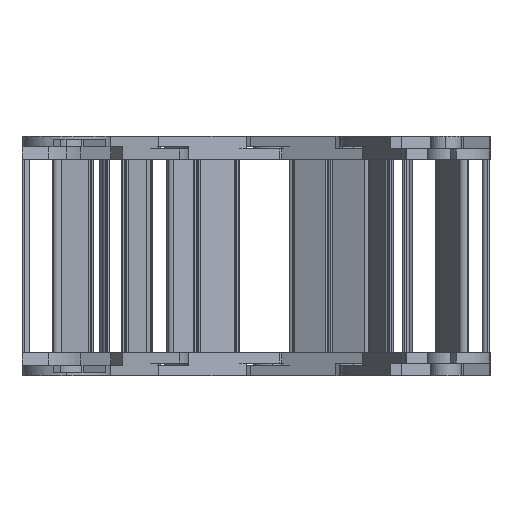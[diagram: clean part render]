
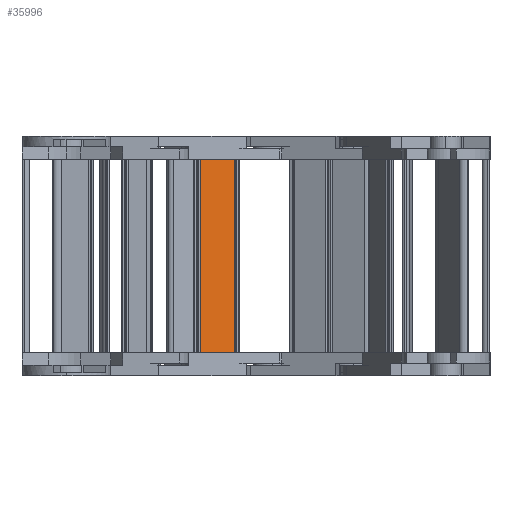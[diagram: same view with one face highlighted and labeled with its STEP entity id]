
A CAD part, left-side view. The second image highlights one B-rep face of the part: STEP entity #35996.
In plain terms, the highlighted planar face has unit normal (-0.97, -0.244, 0).
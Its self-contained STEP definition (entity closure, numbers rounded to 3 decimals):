
#321 = EDGE_CURVE ( 'NONE', #49602, #4361, #19386, .T. ) ;
#4361 = VERTEX_POINT ( 'NONE', #45630 ) ;
#7224 = EDGE_CURVE ( 'NONE', #13301, #49602, #33052, .T. ) ;
#12821 = DIRECTION ( 'NONE',  ( 0., 0., -1. ) ) ;
#13301 = VERTEX_POINT ( 'NONE', #56182 ) ;
#16227 = LINE ( 'NONE', #62140, #21024 ) ;
#17323 = FACE_OUTER_BOUND ( 'NONE', #63074, .T. ) ;
#19386 = LINE ( 'NONE', #36211, #59945 ) ;
#21024 = VECTOR ( 'NONE', #39020, 1000. ) ;
#23301 = DIRECTION ( 'NONE',  ( 0.244, -0.97, 0. ) ) ;
#23512 = VERTEX_POINT ( 'NONE', #32950 ) ;
#28068 = VECTOR ( 'NONE', #23301, 1000. ) ;
#28327 = CARTESIAN_POINT ( 'NONE',  ( 19.285, -38.999, 0. ) ) ;
#31813 = EDGE_CURVE ( 'NONE', #23512, #13301, #16227, .T. ) ;
#32950 = CARTESIAN_POINT ( 'NONE',  ( 18.188, -34.635, 0. ) ) ;
#33052 = LINE ( 'NONE', #46104, #28068 ) ;
#35615 = PLANE ( 'NONE',  #42896 ) ;
#35996 = ADVANCED_FACE ( 'NONE', ( #17323 ), #35615, .T. ) ;
#36211 = CARTESIAN_POINT ( 'NONE',  ( 20.383, -43.363, 0. ) ) ;
#37896 = ORIENTED_EDGE ( 'NONE', *, *, #31813, .T. ) ;
#38493 = VECTOR ( 'NONE', #57082, 1000. ) ;
#39020 = DIRECTION ( 'NONE',  ( 0., 0., -1. ) ) ;
#40103 = CARTESIAN_POINT ( 'NONE',  ( 18.188, -34.635, 0. ) ) ;
#42015 = ORIENTED_EDGE ( 'NONE', *, *, #47023, .T. ) ;
#42896 = AXIS2_PLACEMENT_3D ( 'NONE', #40103, #46438, #12821 ) ;
#45630 = CARTESIAN_POINT ( 'NONE',  ( 20.383, -43.363, 0. ) ) ;
#46104 = CARTESIAN_POINT ( 'NONE',  ( 21.368, -47.279, -50. ) ) ;
#46438 = DIRECTION ( 'NONE',  ( -0.97, -0.244, 0. ) ) ;
#47023 = EDGE_CURVE ( 'NONE', #4361, #23512, #63044, .T. ) ;
#47733 = CARTESIAN_POINT ( 'NONE',  ( 20.383, -43.363, -50. ) ) ;
#49602 = VERTEX_POINT ( 'NONE', #47733 ) ;
#56182 = CARTESIAN_POINT ( 'NONE',  ( 18.188, -34.635, -50. ) ) ;
#57082 = DIRECTION ( 'NONE',  ( -0.244, 0.97, 0. ) ) ;
#59239 = ORIENTED_EDGE ( 'NONE', *, *, #7224, .T. ) ;
#59945 = VECTOR ( 'NONE', #70519, 1000. ) ;
#62140 = CARTESIAN_POINT ( 'NONE',  ( 18.188, -34.635, 0. ) ) ;
#63044 = LINE ( 'NONE', #28327, #38493 ) ;
#63074 = EDGE_LOOP ( 'NONE', ( #37896, #59239, #67379, #42015 ) ) ;
#67379 = ORIENTED_EDGE ( 'NONE', *, *, #321, .T. ) ;
#70519 = DIRECTION ( 'NONE',  ( 0., 0., 1. ) ) ;
